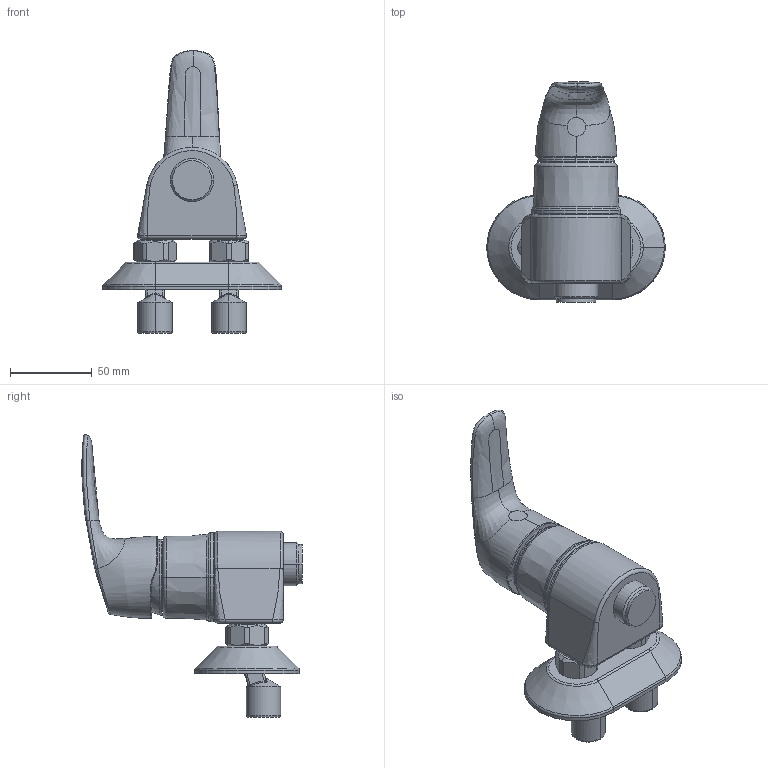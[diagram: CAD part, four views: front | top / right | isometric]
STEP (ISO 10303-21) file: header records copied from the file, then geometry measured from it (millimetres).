
FILE_DESCRIPTION (( 'STEP AP203' ), '1' );
FILE_NAME ('1069(2017)+45692183.STEP', '2017-06-21T05:38:39', ( '' ), ( '' ), 'SwSTEP 2.0', 'SolidWorks 2016', '' );
FILE_SCHEMA (( 'CONFIG_CONTROL_DESIGN' ));
Length unit declared in the file: millimetre
Products named in the file (1): 1069(2017)+45692183
Bounding box: 109 x 134.45 x 172.51 mm (x, y, z)
Surface area: 77380.9 mm2 (no closed solid volume)
Topology: 0 solids, 12 shells, 446 faces, 1064 edges, 650 vertices
Faces by surface type: plane 140, bspline 133, cylinder 101, torus 40, cone 30, sphere 2
Entity records: 25310 total; most frequent: CARTESIAN_POINT 15898, ORIENTED_EDGE 2116, DIRECTION 1711, EDGE_CURVE 1060, AXIS2_PLACEMENT_3D 696, VERTEX_POINT 650, EDGE_LOOP 464, ADVANCED_FACE 446
